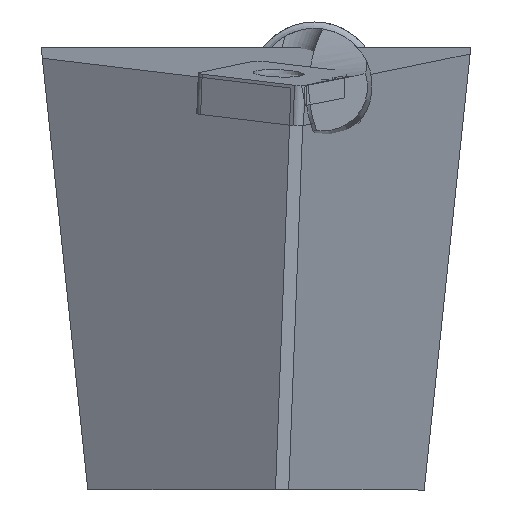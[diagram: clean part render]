
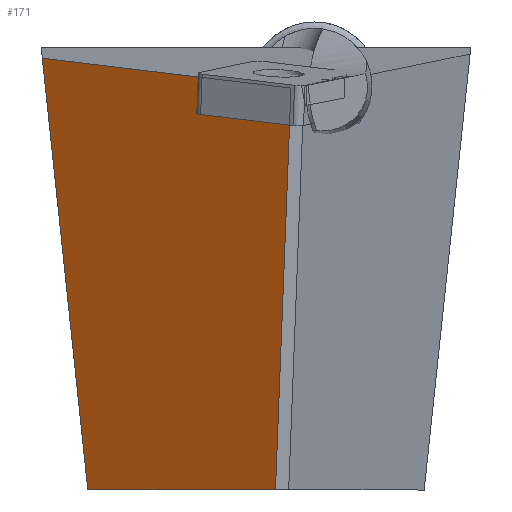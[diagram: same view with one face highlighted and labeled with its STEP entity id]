
A CAD part, left-side view. The second image highlights one B-rep face of the part: STEP entity #171.
In plain terms, the highlighted planar face has unit normal (-0.861, 0.497, -0.104).
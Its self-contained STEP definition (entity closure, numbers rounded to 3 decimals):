
#171=ADVANCED_FACE('',(#261),#228,.T.);
#228=PLANE('',#1035);
#261=FACE_OUTER_BOUND('',#306,.T.);
#306=EDGE_LOOP('',(#419,#420,#421,#422));
#419=ORIENTED_EDGE('',*,*,#763,.F.);
#420=ORIENTED_EDGE('',*,*,#754,.T.);
#421=ORIENTED_EDGE('',*,*,#747,.F.);
#422=ORIENTED_EDGE('',*,*,#764,.F.);
#653=VERTEX_POINT('',#1416);
#654=VERTEX_POINT('',#1418);
#659=VERTEX_POINT('',#1431);
#662=VERTEX_POINT('',#1448);
#747=EDGE_CURVE('',#653,#654,#877,.T.);
#754=EDGE_CURVE('',#659,#654,#883,.T.);
#763=EDGE_CURVE('',#659,#662,#892,.T.);
#764=EDGE_CURVE('',#662,#653,#893,.T.);
#877=LINE('',#1417,#959);
#883=LINE('',#1430,#965);
#892=LINE('',#1447,#974);
#893=LINE('',#1449,#975);
#959=VECTOR('',#1142,1.);
#965=VECTOR('',#1152,1.);
#974=VECTOR('',#1171,1.);
#975=VECTOR('',#1172,1.);
#1035=AXIS2_PLACEMENT_3D('',#1450,#1173,#1174);
#1142=DIRECTION('',(0.5,0.866,0.));
#1152=DIRECTION('',(0.06,-0.104,-0.993));
#1171=DIRECTION('',(-0.488,-0.867,-0.104));
#1172=DIRECTION('',(0.142,0.038,-0.989));
#1173=DIRECTION('',(-0.861,0.497,-0.105));
#1174=DIRECTION('',(0.5,0.866,0.));
#1416=CARTESIAN_POINT('',(10.714,4.013,-63.007));
#1417=CARTESIAN_POINT('',(6.334,-3.574,-63.007));
#1418=CARTESIAN_POINT('',(27.623,33.3,-63.007));
#1430=CARTESIAN_POINT('',(23.519,40.408,4.62));
#1431=CARTESIAN_POINT('',(23.536,40.379,4.343));
#1447=CARTESIAN_POINT('',(0.982,0.304,-0.463));
#1448=CARTESIAN_POINT('',(1.712,1.601,-0.308));
#1449=CARTESIAN_POINT('',(0.785,1.353,6.148));
#1450=CARTESIAN_POINT('',(0.053,0.053,5.993));
